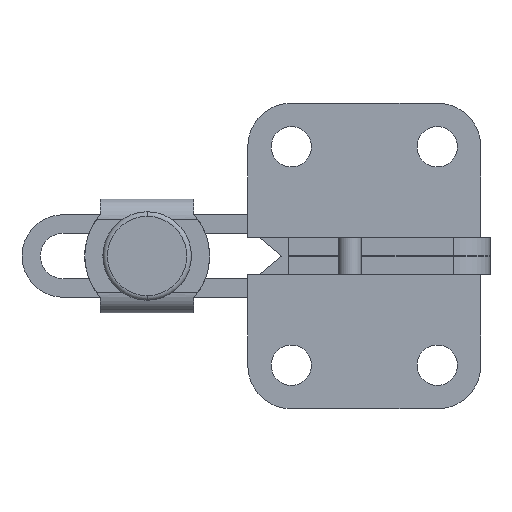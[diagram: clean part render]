
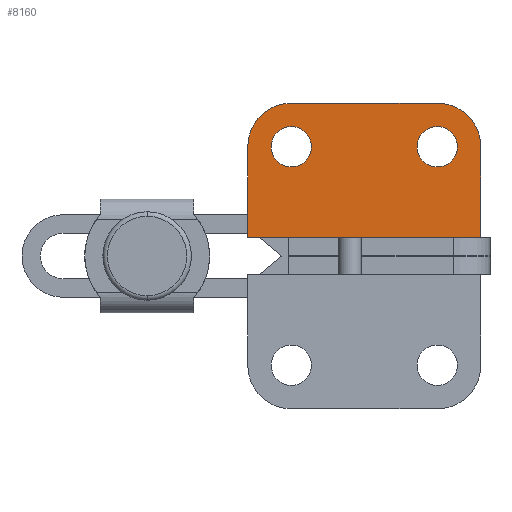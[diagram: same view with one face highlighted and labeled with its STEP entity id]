
A CAD part, front view. The second image highlights one B-rep face of the part: STEP entity #8160.
In plain terms, the highlighted planar face has unit normal (0, -1, 0).
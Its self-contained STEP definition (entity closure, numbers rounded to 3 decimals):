
#10 = EDGE_LOOP ( 'NONE', ( #12369, #1580, #2489, #9403, #7106, #5437, #3416, #3395 ) ) ;
#26 = ORIENTED_EDGE ( 'NONE', *, *, #9258, .T. ) ;
#51 = DIRECTION ( 'NONE',  ( 0., 0., -1. ) ) ;
#146 = EDGE_CURVE ( 'NONE', #4645, #10681, #10032, .T. ) ;
#180 = EDGE_CURVE ( 'NONE', #7078, #11078, #9733, .T. ) ;
#295 = FACE_BOUND ( 'NONE', #10433, .T. ) ;
#319 = CIRCLE ( 'NONE', #8969, 2.2 ) ;
#481 = VERTEX_POINT ( 'NONE', #10340 ) ;
#578 = VECTOR ( 'NONE', #3648, 1000. ) ;
#604 = VERTEX_POINT ( 'NONE', #10226 ) ;
#615 = AXIS2_PLACEMENT_3D ( 'NONE', #8171, #1272, #2040 ) ;
#744 = VERTEX_POINT ( 'NONE', #8839 ) ;
#754 = DIRECTION ( 'NONE',  ( 0., 1., 0. ) ) ;
#779 = VECTOR ( 'NONE', #51, 1000. ) ;
#783 = CIRCLE ( 'NONE', #12166, 2.2 ) ;
#970 = CARTESIAN_POINT ( 'NONE',  ( 12.7, 0., 0. ) ) ;
#1145 = EDGE_CURVE ( 'NONE', #481, #11156, #11819, .T. ) ;
#1174 = AXIS2_PLACEMENT_3D ( 'NONE', #10413, #4515, #11413 ) ;
#1272 = DIRECTION ( 'NONE',  ( 0., -1., 0. ) ) ;
#1355 = CIRCLE ( 'NONE', #4527, 4.75 ) ;
#1367 = EDGE_CURVE ( 'NONE', #1412, #7858, #9376, .T. ) ;
#1412 = VERTEX_POINT ( 'NONE', #3607 ) ;
#1580 = ORIENTED_EDGE ( 'NONE', *, *, #7874, .T. ) ;
#1594 = ORIENTED_EDGE ( 'NONE', *, *, #2832, .T. ) ;
#2040 = DIRECTION ( 'NONE',  ( -1., 0., 0. ) ) ;
#2415 = CARTESIAN_POINT ( 'NONE',  ( -5.75, 0., 9.9 ) ) ;
#2454 = DIRECTION ( 'NONE',  ( 0., 1., 0. ) ) ;
#2489 = ORIENTED_EDGE ( 'NONE', *, *, #1145, .T. ) ;
#2667 = CARTESIAN_POINT ( 'NONE',  ( 12.7, 0., 14.65 ) ) ;
#2832 = EDGE_CURVE ( 'NONE', #7858, #1412, #6728, .T. ) ;
#2944 = LINE ( 'NONE', #12352, #9147 ) ;
#3000 = CARTESIAN_POINT ( 'NONE',  ( 12.7, 0., 14.65 ) ) ;
#3006 = EDGE_LOOP ( 'NONE', ( #9746, #1594 ) ) ;
#3252 = VERTEX_POINT ( 'NONE', #2415 ) ;
#3395 = ORIENTED_EDGE ( 'NONE', *, *, #10637, .T. ) ;
#3416 = ORIENTED_EDGE ( 'NONE', *, *, #7269, .F. ) ;
#3542 = CARTESIAN_POINT ( 'NONE',  ( 12.7, 0., 9.9 ) ) ;
#3607 = CARTESIAN_POINT ( 'NONE',  ( 5.75, 0., 9.9 ) ) ;
#3648 = DIRECTION ( 'NONE',  ( 0., 0., -1. ) ) ;
#3724 = CARTESIAN_POINT ( 'NONE',  ( -12.7, 0., 9.9 ) ) ;
#3809 = AXIS2_PLACEMENT_3D ( 'NONE', #12665, #2454, #4455 ) ;
#3931 = DIRECTION ( 'NONE',  ( 0., -1., 0. ) ) ;
#3973 = EDGE_CURVE ( 'NONE', #12543, #11156, #11107, .T. ) ;
#3989 = DIRECTION ( 'NONE',  ( -1., 0., 0. ) ) ;
#4247 = CARTESIAN_POINT ( 'NONE',  ( 10.15, 0., 9.9 ) ) ;
#4349 = DIRECTION ( 'NONE',  ( 0., 0., -1. ) ) ;
#4455 = DIRECTION ( 'NONE',  ( -1., 0., 0. ) ) ;
#4515 = DIRECTION ( 'NONE',  ( 0., 1., 0. ) ) ;
#4527 = AXIS2_PLACEMENT_3D ( 'NONE', #9859, #3931, #10845 ) ;
#4614 = CARTESIAN_POINT ( 'NONE',  ( 7.95, 0., 14.65 ) ) ;
#4645 = VERTEX_POINT ( 'NONE', #3724 ) ;
#4917 = CARTESIAN_POINT ( 'NONE',  ( 12.7, 0., 2.001 ) ) ;
#4959 = PLANE ( 'NONE',  #5484 ) ;
#5437 = ORIENTED_EDGE ( 'NONE', *, *, #180, .T. ) ;
#5470 = DIRECTION ( 'NONE',  ( 0., 0., -1. ) ) ;
#5484 = AXIS2_PLACEMENT_3D ( 'NONE', #3000, #9924, #3989 ) ;
#5871 = CARTESIAN_POINT ( 'NONE',  ( -7.95, 0., 9.9 ) ) ;
#5927 = CARTESIAN_POINT ( 'NONE',  ( -12.7, 0., 2.001 ) ) ;
#6016 = VECTOR ( 'NONE', #4349, 1000. ) ;
#6060 = VECTOR ( 'NONE', #6315, 1000. ) ;
#6315 = DIRECTION ( 'NONE',  ( 1., 0., 0. ) ) ;
#6595 = VECTOR ( 'NONE', #9967, 1000. ) ;
#6722 = CARTESIAN_POINT ( 'NONE',  ( -7.95, 0., 9.9 ) ) ;
#6728 = CIRCLE ( 'NONE', #1174, 2.2 ) ;
#6897 = DIRECTION ( 'NONE',  ( -1., 0., 0. ) ) ;
#7078 = VERTEX_POINT ( 'NONE', #3542 ) ;
#7106 = ORIENTED_EDGE ( 'NONE', *, *, #8815, .F. ) ;
#7269 = EDGE_CURVE ( 'NONE', #744, #11078, #8713, .T. ) ;
#7537 = EDGE_CURVE ( 'NONE', #604, #3252, #319, .T. ) ;
#7590 = FACE_OUTER_BOUND ( 'NONE', #10, .T. ) ;
#7703 = DIRECTION ( 'NONE',  ( -1., 0., 0. ) ) ;
#7858 = VERTEX_POINT ( 'NONE', #4247 ) ;
#7874 = EDGE_CURVE ( 'NONE', #10681, #481, #2944, .T. ) ;
#8160 = ADVANCED_FACE ( 'NONE', ( #12481, #295, #7590 ), #4959, .F. ) ;
#8171 = CARTESIAN_POINT ( 'NONE',  ( 7.95, 0., 9.9 ) ) ;
#8710 = LINE ( 'NONE', #10906, #779 ) ;
#8713 = LINE ( 'NONE', #12186, #6060 ) ;
#8815 = EDGE_CURVE ( 'NONE', #7078, #12543, #8710, .T. ) ;
#8839 = CARTESIAN_POINT ( 'NONE',  ( -7.95, 0., 14.65 ) ) ;
#8969 = AXIS2_PLACEMENT_3D ( 'NONE', #6722, #754, #7703 ) ;
#9147 = VECTOR ( 'NONE', #5470, 1000. ) ;
#9258 = EDGE_CURVE ( 'NONE', #3252, #604, #783, .T. ) ;
#9376 = CIRCLE ( 'NONE', #3809, 2.2 ) ;
#9403 = ORIENTED_EDGE ( 'NONE', *, *, #3973, .F. ) ;
#9733 = CIRCLE ( 'NONE', #615, 4.75 ) ;
#9746 = ORIENTED_EDGE ( 'NONE', *, *, #1367, .T. ) ;
#9859 = CARTESIAN_POINT ( 'NONE',  ( -7.95, 0., 9.9 ) ) ;
#9924 = DIRECTION ( 'NONE',  ( 0., 1., 0. ) ) ;
#9967 = DIRECTION ( 'NONE',  ( 1., 0., 0. ) ) ;
#10032 = LINE ( 'NONE', #12353, #6016 ) ;
#10226 = CARTESIAN_POINT ( 'NONE',  ( -10.15, 0., 9.9 ) ) ;
#10340 = CARTESIAN_POINT ( 'NONE',  ( -12.7, 0., 0. ) ) ;
#10413 = CARTESIAN_POINT ( 'NONE',  ( 7.95, 0., 9.9 ) ) ;
#10433 = EDGE_LOOP ( 'NONE', ( #12138, #26 ) ) ;
#10637 = EDGE_CURVE ( 'NONE', #744, #4645, #1355, .T. ) ;
#10681 = VERTEX_POINT ( 'NONE', #5927 ) ;
#10845 = DIRECTION ( 'NONE',  ( -1., 0., 0. ) ) ;
#10906 = CARTESIAN_POINT ( 'NONE',  ( 12.7, 0., 14.65 ) ) ;
#11078 = VERTEX_POINT ( 'NONE', #4614 ) ;
#11107 = LINE ( 'NONE', #2667, #578 ) ;
#11156 = VERTEX_POINT ( 'NONE', #12613 ) ;
#11413 = DIRECTION ( 'NONE',  ( -1., 0., 0. ) ) ;
#11819 = LINE ( 'NONE', #970, #6595 ) ;
#12138 = ORIENTED_EDGE ( 'NONE', *, *, #7537, .T. ) ;
#12166 = AXIS2_PLACEMENT_3D ( 'NONE', #5871, #12755, #6897 ) ;
#12186 = CARTESIAN_POINT ( 'NONE',  ( 12.7, 0., 14.65 ) ) ;
#12352 = CARTESIAN_POINT ( 'NONE',  ( -12.7, 0., 14.65 ) ) ;
#12353 = CARTESIAN_POINT ( 'NONE',  ( -12.7, 0., 14.65 ) ) ;
#12369 = ORIENTED_EDGE ( 'NONE', *, *, #146, .T. ) ;
#12481 = FACE_BOUND ( 'NONE', #3006, .T. ) ;
#12543 = VERTEX_POINT ( 'NONE', #4917 ) ;
#12613 = CARTESIAN_POINT ( 'NONE',  ( 12.7, 0., 0. ) ) ;
#12665 = CARTESIAN_POINT ( 'NONE',  ( 7.95, 0., 9.9 ) ) ;
#12755 = DIRECTION ( 'NONE',  ( 0., 1., 0. ) ) ;
